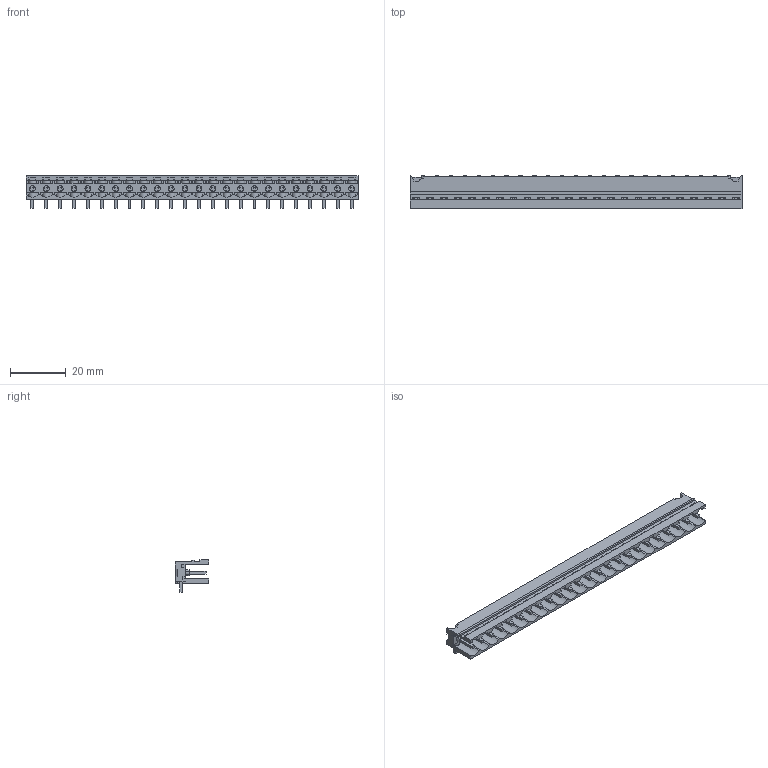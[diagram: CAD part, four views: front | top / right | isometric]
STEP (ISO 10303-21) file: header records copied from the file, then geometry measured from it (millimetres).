
FILE_DESCRIPTION(('CATIA V5 STEP Exchange','CAx-IF Rec.Pracs.--- Model Styling and Organization---1.2---2011-12-15'),'2;1');
FILE_NAME ('D1457098_0_1840110000_1840110000.stp','2018-03-08T08:12:43+00:00',('none'),('Weidmueller'),'CATIA Version 5-6 Release 2014','CATIA V5 STEP AP214','none');
FILE_SCHEMA(('AUTOMOTIVE_DESIGN { 1 0 10303 214 1 1 1 1 }'));
Length unit declared in the file: millimetre
Products named in the file (1): 1840110000
Bounding box: 119.6 x 12 x 11.63 mm (x, y, z)
Volume: 4204.4 mm3; surface area: 10476.1 mm2
Topology: 25 solids, 25 shells, 1549 faces, 4767 edges, 3220 vertices
Faces by surface type: plane 1289, cylinder 260
Entity records: 48821 total; most frequent: CARTESIAN_POINT 9716, ORIENTED_EDGE 9534, DIRECTION 5983, EDGE_CURVE 4767, VECTOR 3975, LINE 3975, VERTEX_POINT 3220, EDGE_LOOP 1597
